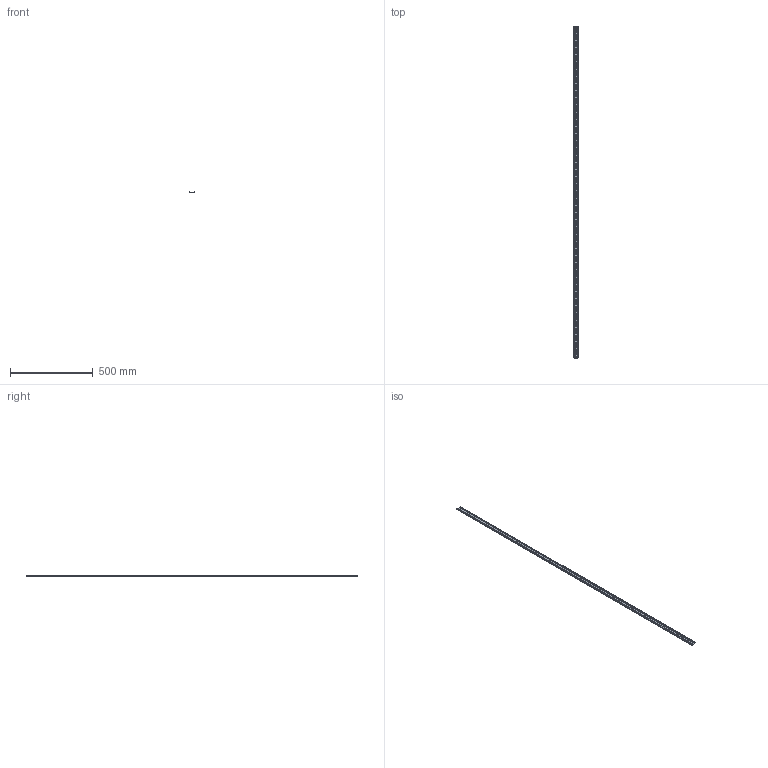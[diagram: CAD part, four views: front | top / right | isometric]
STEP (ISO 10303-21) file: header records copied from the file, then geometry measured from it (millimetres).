
FILE_DESCRIPTION(/* description */ ('Hutschiene mit 7mm Punktlinie'),/* implementation_level */ '2;1');
FILE_NAME(/* name */ '2026.0_TS_35X7_5_UGL.stp',/* time_stamp */ '2023-11-28T07:31:51+01:00',/* author */ ('Bettina.Cossmann'),/* organization */ (''),/* preprocessor_version */ 'ST-DEVELOPER v19.2',/* originating_system */ 'Autodesk Inventor 2023',/* authorisation */ '');
FILE_SCHEMA (('AUTOMOTIVE_DESIGN { 1 0 10303 214 3 1 1 }'));
Length unit declared in the file: millimetre
Products named in the file (1): 2026.0_TS_35X7_5_UGL
Bounding box: 35 x 2000 x 7.5 mm (x, y, z)
Volume: 91529.4 mm3; surface area: 187201 mm2
Topology: 1 solids, 1 shells, 592 faces, 915 edges, 610 vertices
Faces by surface type: plane 299, bspline 285, cylinder 8
Entity records: 20123 total; most frequent: CARTESIAN_POINT 9528, DIRECTION 2402, ORIENTED_EDGE 1830, AXIS2_PLACEMENT_3D 1179, EDGE_CURVE 915, EDGE_LOOP 877, CIRCLE 871, VERTEX_POINT 610
